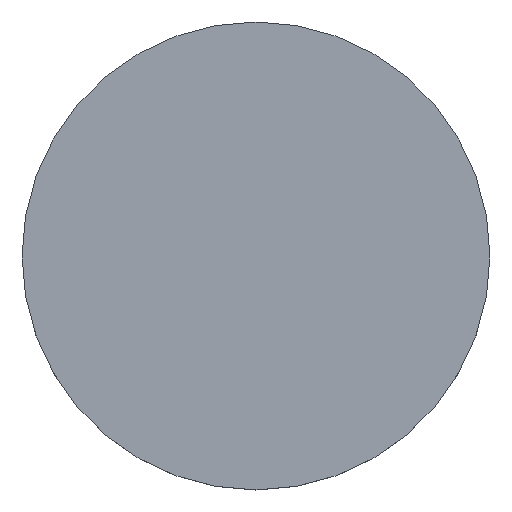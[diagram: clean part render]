
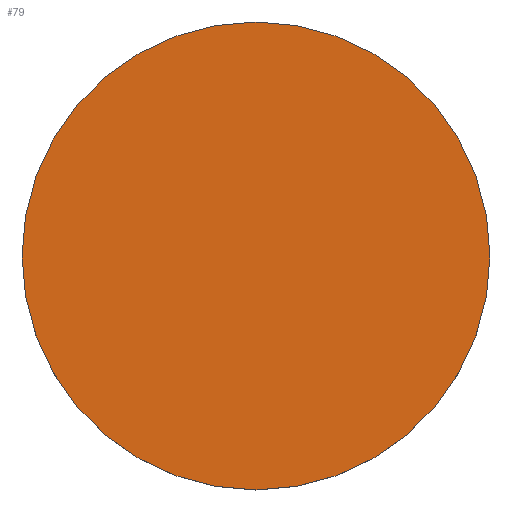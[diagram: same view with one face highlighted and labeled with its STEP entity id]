
A CAD part, top view. The second image highlights one B-rep face of the part: STEP entity #79.
In plain terms, the highlighted planar face has unit normal (0, 0, 1).
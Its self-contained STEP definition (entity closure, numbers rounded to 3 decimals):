
#3 = CIRCLE ( 'NONE', #130, 21.2 ) ;
#6 = ORIENTED_EDGE ( 'NONE', *, *, #46, .T. ) ;
#18 = DIRECTION ( 'NONE',  ( 0., 0., 1. ) ) ;
#22 = DIRECTION ( 'NONE',  ( 1., 0., 0. ) ) ;
#25 = CIRCLE ( 'NONE', #125, 21.2 ) ;
#33 = EDGE_LOOP ( 'NONE', ( #6, #36 ) ) ;
#34 = CARTESIAN_POINT ( 'NONE',  ( 0., 0., 4. ) ) ;
#36 = ORIENTED_EDGE ( 'NONE', *, *, #126, .T. ) ;
#38 = CARTESIAN_POINT ( 'NONE',  ( -21.2, 0., 4. ) ) ;
#46 = EDGE_CURVE ( 'NONE', #87, #65, #3, .T. ) ;
#52 = DIRECTION ( 'NONE',  ( 1., 0., 0. ) ) ;
#65 = VERTEX_POINT ( 'NONE', #152 ) ;
#78 = DIRECTION ( 'NONE',  ( 0., 0., 1. ) ) ;
#79 = ADVANCED_FACE ( 'NONE', ( #131 ), #102, .T. ) ;
#87 = VERTEX_POINT ( 'NONE', #38 ) ;
#102 = PLANE ( 'NONE',  #150 ) ;
#125 = AXIS2_PLACEMENT_3D ( 'NONE', #129, #78, #154 ) ;
#126 = EDGE_CURVE ( 'NONE', #65, #87, #25, .T. ) ;
#129 = CARTESIAN_POINT ( 'NONE',  ( 0., 0., 4. ) ) ;
#130 = AXIS2_PLACEMENT_3D ( 'NONE', #139, #18, #22 ) ;
#131 = FACE_OUTER_BOUND ( 'NONE', #33, .T. ) ;
#139 = CARTESIAN_POINT ( 'NONE',  ( 0., 0., 4. ) ) ;
#150 = AXIS2_PLACEMENT_3D ( 'NONE', #34, #170, #52 ) ;
#152 = CARTESIAN_POINT ( 'NONE',  ( 21.2, 0., 4. ) ) ;
#154 = DIRECTION ( 'NONE',  ( 1., 0., 0. ) ) ;
#170 = DIRECTION ( 'NONE',  ( 0., 0., 1. ) ) ;
